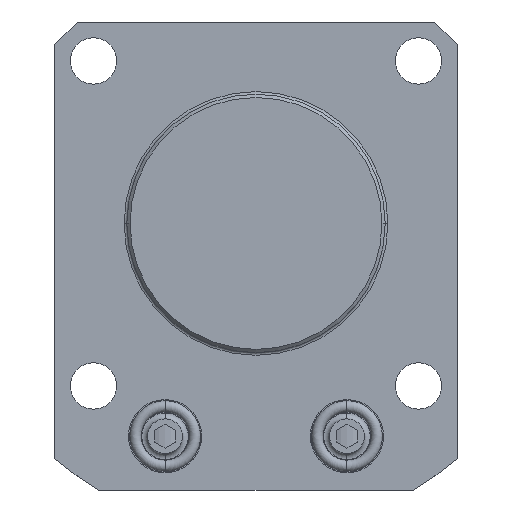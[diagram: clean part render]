
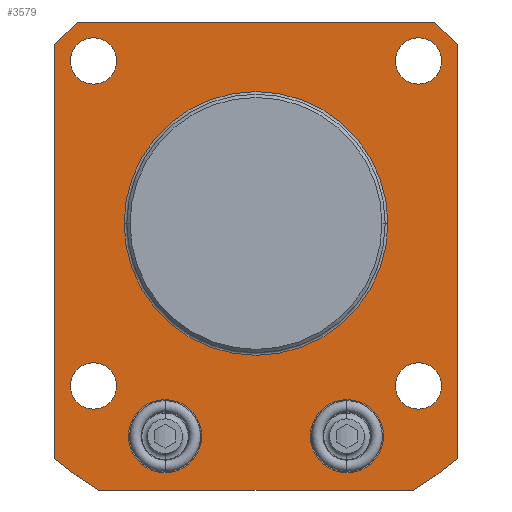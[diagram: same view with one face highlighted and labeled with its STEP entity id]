
A CAD part, front view. The second image highlights one B-rep face of the part: STEP entity #3579.
In plain terms, the highlighted planar face has unit normal (0, -1, 0).
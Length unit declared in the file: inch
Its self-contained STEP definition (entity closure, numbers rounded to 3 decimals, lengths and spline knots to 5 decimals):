
#591=CARTESIAN_POINT('',(0.,0.,0.));
#592=DIRECTION('',(0.,-1.,0.));
#593=DIRECTION('',(-0.651,0.,-0.759));
#594=AXIS2_PLACEMENT_3D('',#591,#592,#593);
#622=CARTESIAN_POINT('',(0.,0.,0.));
#623=DIRECTION('',(0.,-1.,0.));
#624=DIRECTION('',(0.508,0.,-0.861));
#625=AXIS2_PLACEMENT_3D('',#622,#623,#624);
#995=CARTESIAN_POINT('',(0.,0.,0.));
#996=DIRECTION('',(0.,1.,0.));
#997=DIRECTION('',(-1.,0.,0.));
#998=AXIS2_PLACEMENT_3D('',#995,#996,#997);
#1003=CARTESIAN_POINT('',(0.,0.,0.));
#1004=DIRECTION('',(0.,1.,0.));
#1005=DIRECTION('',(1.,0.,0.));
#1006=AXIS2_PLACEMENT_3D('',#1003,#1004,#1005);
#1011=DIRECTION('',(1.,0.,0.));
#1012=VECTOR('',#1011,1.90515);
#1013=CARTESIAN_POINT('',(-0.95258,0.,-1.615));
#1014=LINE('',#1013,#1012);
#1018=DIRECTION('',(0.,0.,-1.));
#1019=VECTOR('',#1018,2.50538);
#1020=CARTESIAN_POINT('',(-1.2205,0.,1.082));
#1021=LINE('',#1020,#1019);
#1025=DIRECTION('',(-0.707,0.,-0.707));
#1026=VECTOR('',#1025,0.19516);
#1027=CARTESIAN_POINT('',(-1.0825,0.,1.22));
#1028=LINE('',#1027,#1026);
#1032=DIRECTION('',(-1.,0.,0.));
#1033=VECTOR('',#1032,2.165);
#1034=CARTESIAN_POINT('',(1.0825,0.,1.22));
#1035=LINE('',#1034,#1033);
#1039=DIRECTION('',(-0.707,0.,0.707));
#1040=VECTOR('',#1039,0.19516);
#1041=CARTESIAN_POINT('',(1.2205,0.,1.082));
#1042=LINE('',#1041,#1040);
#1046=DIRECTION('',(0.,0.,1.));
#1047=VECTOR('',#1046,2.50538);
#1048=CARTESIAN_POINT('',(1.2205,0.,-1.42338));
#1049=LINE('',#1048,#1047);
#1053=CARTESIAN_POINT('',(-0.9845,0.,-0.9845));
#1054=DIRECTION('',(0.,1.,0.));
#1055=DIRECTION('',(-1.,0.,0.));
#1056=AXIS2_PLACEMENT_3D('',#1053,#1054,#1055);
#1061=CARTESIAN_POINT('',(-0.9845,0.,-0.9845));
#1062=DIRECTION('',(0.,1.,0.));
#1063=DIRECTION('',(1.,0.,0.));
#1064=AXIS2_PLACEMENT_3D('',#1061,#1062,#1063);
#1069=CARTESIAN_POINT('',(0.9845,0.,-0.9845));
#1070=DIRECTION('',(0.,1.,0.));
#1071=DIRECTION('',(-1.,0.,0.));
#1072=AXIS2_PLACEMENT_3D('',#1069,#1070,#1071);
#1077=CARTESIAN_POINT('',(0.9845,0.,-0.9845));
#1078=DIRECTION('',(0.,1.,0.));
#1079=DIRECTION('',(1.,0.,0.));
#1080=AXIS2_PLACEMENT_3D('',#1077,#1078,#1079);
#1085=CARTESIAN_POINT('',(0.9845,0.,0.9845));
#1086=DIRECTION('',(0.,1.,0.));
#1087=DIRECTION('',(-1.,0.,0.));
#1088=AXIS2_PLACEMENT_3D('',#1085,#1086,#1087);
#1093=CARTESIAN_POINT('',(0.9845,0.,0.9845));
#1094=DIRECTION('',(0.,1.,0.));
#1095=DIRECTION('',(1.,0.,0.));
#1096=AXIS2_PLACEMENT_3D('',#1093,#1094,#1095);
#1101=CARTESIAN_POINT('',(-0.9845,0.,0.9845));
#1102=DIRECTION('',(0.,1.,0.));
#1103=DIRECTION('',(-1.,0.,0.));
#1104=AXIS2_PLACEMENT_3D('',#1101,#1102,#1103);
#1109=CARTESIAN_POINT('',(-0.9845,0.,0.9845));
#1110=DIRECTION('',(0.,1.,0.));
#1111=DIRECTION('',(1.,0.,0.));
#1112=AXIS2_PLACEMENT_3D('',#1109,#1110,#1111);
#1117=CARTESIAN_POINT('',(-0.551,0.,-1.289));
#1118=DIRECTION('',(0.,-1.,0.));
#1119=DIRECTION('',(-1.,0.,0.));
#1120=AXIS2_PLACEMENT_3D('',#1117,#1118,#1119);
#1125=CARTESIAN_POINT('',(-0.551,0.,-1.289));
#1126=DIRECTION('',(0.,-1.,0.));
#1127=DIRECTION('',(1.,0.,0.));
#1128=AXIS2_PLACEMENT_3D('',#1125,#1126,#1127);
#1133=CARTESIAN_POINT('',(0.551,0.,-1.289));
#1134=DIRECTION('',(0.,1.,0.));
#1135=DIRECTION('',(1.,0.,0.));
#1136=AXIS2_PLACEMENT_3D('',#1133,#1134,#1135);
#1141=CARTESIAN_POINT('',(0.551,0.,-1.289));
#1142=DIRECTION('',(0.,1.,0.));
#1143=DIRECTION('',(-1.,0.,0.));
#1144=AXIS2_PLACEMENT_3D('',#1141,#1142,#1143);
#2488=CARTESIAN_POINT('',(-0.95258,0.,-1.615));
#2489=CARTESIAN_POINT('',(0.95258,0.,-1.615));
#2490=VERTEX_POINT('',#2488);
#2491=VERTEX_POINT('',#2489);
#2492=CARTESIAN_POINT('',(1.2205,0.,-1.42338));
#2493=CARTESIAN_POINT('',(1.2205,0.,1.082));
#2494=VERTEX_POINT('',#2492);
#2495=VERTEX_POINT('',#2493);
#2498=CARTESIAN_POINT('',(-1.2205,0.,-1.42338));
#2499=VERTEX_POINT('',#2498);
#2500=CARTESIAN_POINT('',(-1.125,0.,-0.9845));
#2501=CARTESIAN_POINT('',(-0.844,0.,-0.9845));
#2502=VERTEX_POINT('',#2500);
#2503=VERTEX_POINT('',#2501);
#2504=CARTESIAN_POINT('',(0.844,0.,-0.9845));
#2505=CARTESIAN_POINT('',(1.125,0.,-0.9845));
#2506=VERTEX_POINT('',#2504);
#2507=VERTEX_POINT('',#2505);
#2508=CARTESIAN_POINT('',(0.844,0.,0.9845));
#2509=CARTESIAN_POINT('',(1.125,0.,0.9845));
#2510=VERTEX_POINT('',#2508);
#2511=VERTEX_POINT('',#2509);
#2512=CARTESIAN_POINT('',(-1.125,0.,0.9845));
#2513=CARTESIAN_POINT('',(-0.844,0.,0.9845));
#2514=VERTEX_POINT('',#2512);
#2515=VERTEX_POINT('',#2513);
#2568=CARTESIAN_POINT('',(-0.7988,0.,0.));
#2569=CARTESIAN_POINT('',(0.7988,0.,0.));
#2570=VERTEX_POINT('',#2568);
#2571=VERTEX_POINT('',#2569);
#2650=CARTESIAN_POINT('',(-0.7725,0.,-1.289));
#2651=CARTESIAN_POINT('',(-0.3295,0.,-1.289));
#2652=VERTEX_POINT('',#2650);
#2653=VERTEX_POINT('',#2651);
#2660=CARTESIAN_POINT('',(0.7725,0.,-1.289));
#2661=VERTEX_POINT('',#2660);
#2662=CARTESIAN_POINT('',(0.3295,0.,-1.289));
#2663=VERTEX_POINT('',#2662);
#2814=CARTESIAN_POINT('',(1.0825,0.,1.22));
#2815=VERTEX_POINT('',#2814);
#2816=CARTESIAN_POINT('',(-1.0825,0.,1.22));
#2817=VERTEX_POINT('',#2816);
#2818=CARTESIAN_POINT('',(-1.2205,0.,1.082));
#2819=VERTEX_POINT('',#2818);
#3521=CARTESIAN_POINT('',(0.,0.,0.));
#3522=DIRECTION('',(0.,-1.,0.));
#3523=DIRECTION('',(-1.,0.,0.));
#3524=AXIS2_PLACEMENT_3D('',#3521,#3522,#3523);
#3525=PLANE('',#3524);
#3526=ORIENTED_EDGE('',*,*,#3362,.F.);
#3527=ORIENTED_EDGE('',*,*,#3301,.F.);
#3529=ORIENTED_EDGE('',*,*,#3528,.F.);
#3531=ORIENTED_EDGE('',*,*,#3530,.F.);
#3533=ORIENTED_EDGE('',*,*,#3532,.F.);
#3535=ORIENTED_EDGE('',*,*,#3534,.F.);
#3537=ORIENTED_EDGE('',*,*,#3536,.F.);
#3538=ORIENTED_EDGE('',*,*,#3316,.F.);
#3539=EDGE_LOOP('',(#3526,#3527,#3529,#3531,#3533,#3535,#3537,#3538));
#3540=FACE_OUTER_BOUND('',#3539,.F.);
#3542=ORIENTED_EDGE('',*,*,#3541,.F.);
#3544=ORIENTED_EDGE('',*,*,#3543,.F.);
#3545=EDGE_LOOP('',(#3542,#3544));
#3546=FACE_BOUND('',#3545,.F.);
#3548=ORIENTED_EDGE('',*,*,#3547,.F.);
#3550=ORIENTED_EDGE('',*,*,#3549,.F.);
#3551=EDGE_LOOP('',(#3548,#3550));
#3552=FACE_BOUND('',#3551,.F.);
#3553=ORIENTED_EDGE('',*,*,#3501,.F.);
#3554=ORIENTED_EDGE('',*,*,#3515,.F.);
#3555=EDGE_LOOP('',(#3553,#3554));
#3556=FACE_BOUND('',#3555,.F.);
#3558=ORIENTED_EDGE('',*,*,#3557,.F.);
#3560=ORIENTED_EDGE('',*,*,#3559,.F.);
#3561=EDGE_LOOP('',(#3558,#3560));
#3562=FACE_BOUND('',#3561,.F.);
#3564=ORIENTED_EDGE('',*,*,#3563,.F.);
#3566=ORIENTED_EDGE('',*,*,#3565,.F.);
#3567=EDGE_LOOP('',(#3564,#3566));
#3568=FACE_BOUND('',#3567,.F.);
#3570=ORIENTED_EDGE('',*,*,#3569,.T.);
#3572=ORIENTED_EDGE('',*,*,#3571,.T.);
#3573=EDGE_LOOP('',(#3570,#3572));
#3574=FACE_BOUND('',#3573,.F.);
#3575=ORIENTED_EDGE('',*,*,#2850,.F.);
#3576=ORIENTED_EDGE('',*,*,#2868,.F.);
#3577=EDGE_LOOP('',(#3575,#3576));
#3578=FACE_BOUND('',#3577,.F.);
#595=CIRCLE('',#594,1.875);
#626=CIRCLE('',#625,1.875);
#999=CIRCLE('',#998,0.7988);
#1007=CIRCLE('',#1006,0.7988);
#1057=CIRCLE('',#1056,0.1405);
#1065=CIRCLE('',#1064,0.1405);
#1073=CIRCLE('',#1072,0.1405);
#1081=CIRCLE('',#1080,0.1405);
#1089=CIRCLE('',#1088,0.1405);
#1097=CIRCLE('',#1096,0.1405);
#1105=CIRCLE('',#1104,0.1405);
#1113=CIRCLE('',#1112,0.1405);
#1121=CIRCLE('',#1120,0.2215);
#1129=CIRCLE('',#1128,0.2215);
#1137=CIRCLE('',#1136,0.2215);
#1145=CIRCLE('',#1144,0.2215);
#2850=EDGE_CURVE('',#2661,#2663,#1137,.T.);
#2868=EDGE_CURVE('',#2663,#2661,#1145,.T.);
#3301=EDGE_CURVE('',#2499,#2490,#595,.T.);
#3316=EDGE_CURVE('',#2491,#2494,#626,.T.);
#3362=EDGE_CURVE('',#2490,#2491,#1014,.T.);
#3501=EDGE_CURVE('',#2506,#2507,#1073,.T.);
#3515=EDGE_CURVE('',#2507,#2506,#1081,.T.);
#3528=EDGE_CURVE('',#2819,#2499,#1021,.T.);
#3530=EDGE_CURVE('',#2817,#2819,#1028,.T.);
#3532=EDGE_CURVE('',#2815,#2817,#1035,.T.);
#3534=EDGE_CURVE('',#2495,#2815,#1042,.T.);
#3536=EDGE_CURVE('',#2494,#2495,#1049,.T.);
#3541=EDGE_CURVE('',#2570,#2571,#999,.T.);
#3543=EDGE_CURVE('',#2571,#2570,#1007,.T.);
#3547=EDGE_CURVE('',#2502,#2503,#1057,.T.);
#3549=EDGE_CURVE('',#2503,#2502,#1065,.T.);
#3557=EDGE_CURVE('',#2510,#2511,#1089,.T.);
#3559=EDGE_CURVE('',#2511,#2510,#1097,.T.);
#3563=EDGE_CURVE('',#2514,#2515,#1105,.T.);
#3565=EDGE_CURVE('',#2515,#2514,#1113,.T.);
#3569=EDGE_CURVE('',#2652,#2653,#1121,.T.);
#3571=EDGE_CURVE('',#2653,#2652,#1129,.T.);
#3579=ADVANCED_FACE('',(#3540,#3546,#3552,#3556,#3562,#3568,#3574,#3578),#3525,
.T.);
